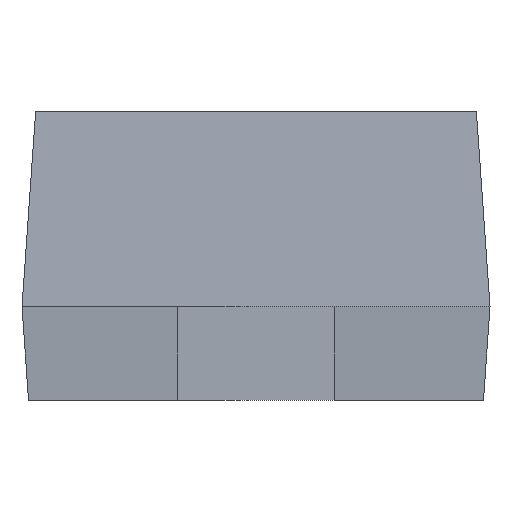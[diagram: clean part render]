
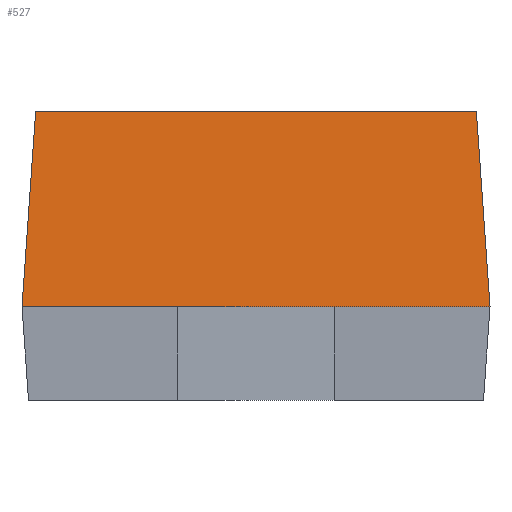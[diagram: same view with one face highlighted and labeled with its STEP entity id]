
A CAD part, left-side view. The second image highlights one B-rep face of the part: STEP entity #527.
In plain terms, the highlighted free-form (B-spline) face has degree [1, 1] with [2, 2] control points.
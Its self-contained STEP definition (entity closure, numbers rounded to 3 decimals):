
#306 = VERTEX_POINT('',#307);
#307 = CARTESIAN_POINT('',(-0.4,-0.3,0.12));
#327 = VERTEX_POINT('',#328);
#328 = CARTESIAN_POINT('',(-0.4,0.3,0.12));
#334 = EDGE_CURVE('',#327,#335,#337,.T.);
#335 = VERTEX_POINT('',#336);
#336 = CARTESIAN_POINT('',(-0.383,0.283,0.37));
#337 = B_SPLINE_CURVE_WITH_KNOTS('',1,(#338,#339),.UNSPECIFIED.,.F.,.F.,
(2,2),(0.,1.),.PIECEWISE_BEZIER_KNOTS.);
#338 = CARTESIAN_POINT('',(-0.4,0.3,0.12));
#339 = CARTESIAN_POINT('',(-0.383,0.283,0.37));
#357 = VERTEX_POINT('',#358);
#358 = CARTESIAN_POINT('',(-0.383,-0.283,0.37));
#364 = EDGE_CURVE('',#335,#357,#365,.T.);
#365 = LINE('',#366,#367);
#366 = CARTESIAN_POINT('',(-0.383,0.283,0.37));
#367 = VECTOR('',#368,1.);
#368 = DIRECTION('',(0.,-1.,0.));
#417 = EDGE_CURVE('',#306,#357,#418,.T.);
#418 = B_SPLINE_CURVE_WITH_KNOTS('',1,(#419,#420),.UNSPECIFIED.,.F.,.F.,
(2,2),(0.,1.),.PIECEWISE_BEZIER_KNOTS.);
#419 = CARTESIAN_POINT('',(-0.4,-0.3,0.12));
#420 = CARTESIAN_POINT('',(-0.383,-0.283,0.37));
#449 = VERTEX_POINT('',#450);
#450 = CARTESIAN_POINT('',(-0.4,0.1,0.12));
#459 = EDGE_CURVE('',#327,#449,#460,.T.);
#460 = LINE('',#461,#462);
#461 = CARTESIAN_POINT('',(-0.4,0.3,0.12));
#462 = VECTOR('',#463,1.);
#463 = DIRECTION('',(0.,-1.,0.));
#505 = VERTEX_POINT('',#506);
#506 = CARTESIAN_POINT('',(-0.4,-0.1,0.12));
#517 = EDGE_CURVE('',#505,#306,#518,.T.);
#518 = LINE('',#519,#520);
#519 = CARTESIAN_POINT('',(-0.4,0.3,0.12));
#520 = VECTOR('',#521,1.);
#521 = DIRECTION('',(0.,-1.,0.));
#527 = ADVANCED_FACE('',(#528),#541,.T.);
#528 = FACE_BOUND('',#529,.T.);
#529 = EDGE_LOOP('',(#530,#531,#537,#538,#539,#540));
#530 = ORIENTED_EDGE('',*,*,#459,.T.);
#531 = ORIENTED_EDGE('',*,*,#532,.T.);
#532 = EDGE_CURVE('',#449,#505,#533,.T.);
#533 = LINE('',#534,#535);
#534 = CARTESIAN_POINT('',(-0.4,0.3,0.12));
#535 = VECTOR('',#536,1.);
#536 = DIRECTION('',(0.,-1.,0.));
#537 = ORIENTED_EDGE('',*,*,#517,.T.);
#538 = ORIENTED_EDGE('',*,*,#417,.T.);
#539 = ORIENTED_EDGE('',*,*,#364,.F.);
#540 = ORIENTED_EDGE('',*,*,#334,.F.);
#541 = B_SPLINE_SURFACE_WITH_KNOTS('',1,1,(
(#542,#543)
,(#544,#545
)),.UNSPECIFIED.,.F.,.F.,.F.,(2,2),(2,2),(0.,0.6),(0.,1.),
.PIECEWISE_BEZIER_KNOTS.);
#542 = CARTESIAN_POINT('',(-0.4,0.3,0.12));
#543 = CARTESIAN_POINT('',(-0.383,0.283,0.37));
#544 = CARTESIAN_POINT('',(-0.4,-0.3,0.12));
#545 = CARTESIAN_POINT('',(-0.383,-0.283,0.37));
